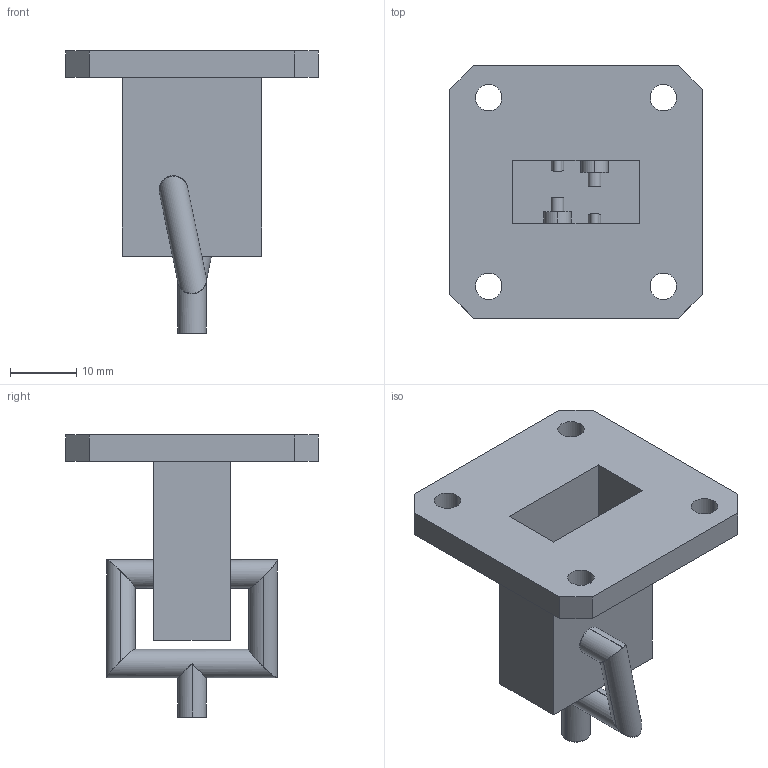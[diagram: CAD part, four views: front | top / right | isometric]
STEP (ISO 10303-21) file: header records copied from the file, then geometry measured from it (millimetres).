
FILE_DESCRIPTION(('STEP AP214'),'1');
FILE_NAME('coaxToWrTE20_screw.stp','2018-10-30T13:31:39',('migue'),(' '),'Spatial InterOp 3D','CST ACIS InterOp Converter 2016',' ');
FILE_SCHEMA(('automotive_design'));
Length unit declared in the file: millimetre
Products named in the file (4): 1; 2; coaxialFeed|dielectric; waveguide|metal
Bounding box: 38.1 x 38.1 x 42.62 mm (x, y, z)
Volume: 7643.3 mm3; surface area: 10276.4 mm2
Topology: 4 solids, 4 shells, 120 faces, 334 edges, 228 vertices
Faces by surface type: cylinder 85, plane 35
Entity records: 5078 total; most frequent: DIRECTION 778, CARTESIAN_POINT 686, ORIENTED_EDGE 668, EDGE_CURVE 334, AXIS2_PLACEMENT_3D 320, VERTEX_POINT 228, EDGE_LOOP 146, LINE 138
